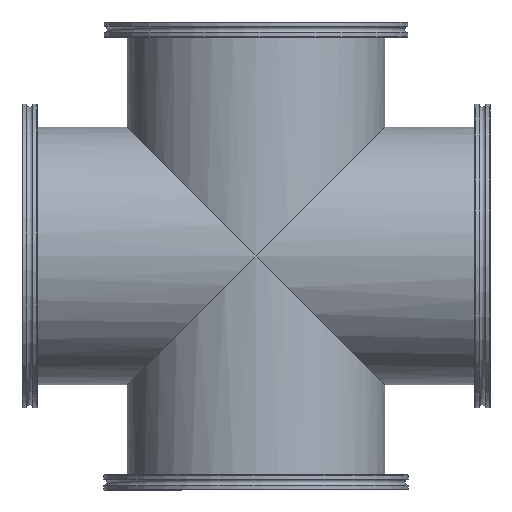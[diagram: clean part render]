
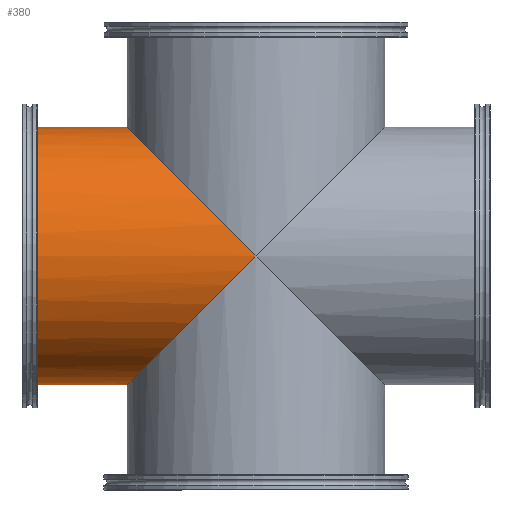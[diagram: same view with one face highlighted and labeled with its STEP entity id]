
A CAD part, left-side view. The second image highlights one B-rep face of the part: STEP entity #380.
In plain terms, the highlighted cylindrical face has radius 101.6 mm (diameter 203.2 mm), a full revolution.
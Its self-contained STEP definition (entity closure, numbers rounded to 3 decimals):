
#62=CIRCLE('',#470,101.6);
#95=CYLINDRICAL_SURFACE('',#469,101.6);
#106=FACE_OUTER_BOUND('',#127,.T.);
#127=EDGE_LOOP('',(#281,#282,#283,#284,#285));
#155=LINE('',#700,#168);
#168=VECTOR('',#555,101.6);
#179=ELLIPSE('',#463,143.684,101.6);
#181=ELLIPSE('',#466,143.684,101.6);
#184=VERTEX_POINT('',#685);
#185=VERTEX_POINT('',#687);
#187=VERTEX_POINT('',#698);
#220=EDGE_CURVE('',#185,#184,#179,.T.);
#223=EDGE_CURVE('',#184,#185,#181,.T.);
#226=EDGE_CURVE('',#187,#187,#62,.T.);
#227=EDGE_CURVE('',#187,#184,#155,.T.);
#281=ORIENTED_EDGE('',*,*,#226,.F.);
#282=ORIENTED_EDGE('',*,*,#227,.T.);
#283=ORIENTED_EDGE('',*,*,#223,.T.);
#284=ORIENTED_EDGE('',*,*,#220,.T.);
#285=ORIENTED_EDGE('',*,*,#227,.F.);
#380=ADVANCED_FACE('',(#106),#95,.T.);
#463=AXIS2_PLACEMENT_3D('',#688,#537,#538);
#466=AXIS2_PLACEMENT_3D('',#692,#544,#545);
#469=AXIS2_PLACEMENT_3D('',#697,#551,#552);
#470=AXIS2_PLACEMENT_3D('',#699,#553,#554);
#537=DIRECTION('center_axis',(0.,0.707,0.707));
#538=DIRECTION('ref_axis',(0.,-0.707,0.707));
#544=DIRECTION('center_axis',(0.,-0.707,0.707));
#545=DIRECTION('ref_axis',(0.,-0.707,-0.707));
#551=DIRECTION('center_axis',(0.,0.,1.));
#552=DIRECTION('ref_axis',(-1.,0.,0.));
#553=DIRECTION('center_axis',(0.,0.,1.));
#554=DIRECTION('ref_axis',(-1.,0.,0.));
#555=DIRECTION('',(0.,0.,-1.));
#685=CARTESIAN_POINT('',(101.6,0.,0.));
#687=CARTESIAN_POINT('',(-101.6,0.,0.));
#688=CARTESIAN_POINT('Origin',(0.,0.,0.));
#692=CARTESIAN_POINT('Origin',(0.,0.,0.));
#697=CARTESIAN_POINT('Origin',(0.,0.,0.));
#698=CARTESIAN_POINT('',(101.6,0.,177.9));
#699=CARTESIAN_POINT('Origin',(0.,0.,177.9));
#700=CARTESIAN_POINT('',(101.6,0.,0.));
